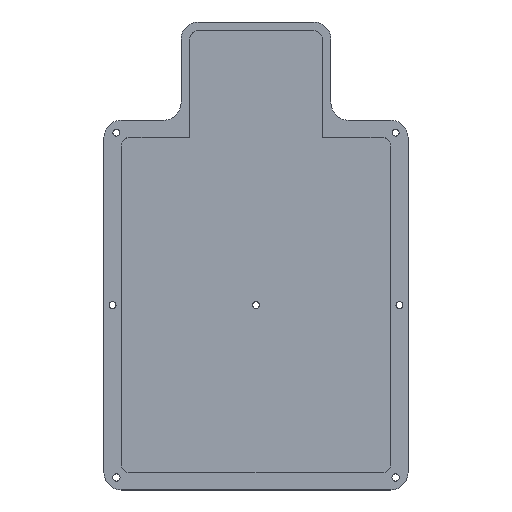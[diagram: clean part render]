
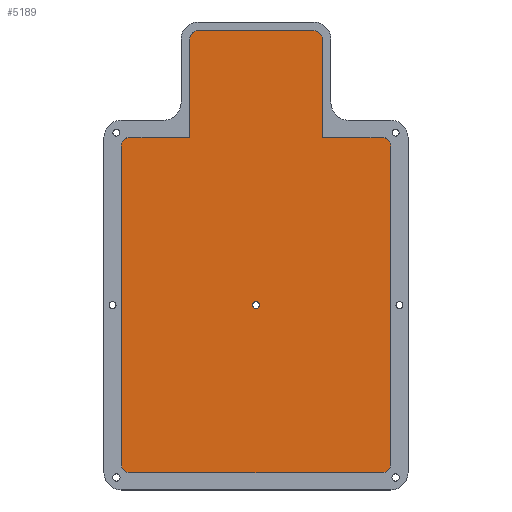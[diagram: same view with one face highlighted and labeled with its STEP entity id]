
A CAD part, top view. The second image highlights one B-rep face of the part: STEP entity #5189.
In plain terms, the highlighted planar face has unit normal (0, 0, 1).
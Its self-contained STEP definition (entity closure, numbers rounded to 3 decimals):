
#32=CARTESIAN_POINT('',(74.795,96.508,-108.));
#33=VERTEX_POINT('',#32);
#34=CARTESIAN_POINT('',(57.445,96.508,-108.));
#35=VERTEX_POINT('',#34);
#36=CARTESIAN_POINT('',(74.795,96.508,-108.));
#37=DIRECTION('',(-1.,0.,0.));
#38=VECTOR('',#37,17.35);
#39=LINE('',#36,#38);
#40=EDGE_CURVE('',#33,#35,#39,.T.);
#4932=CARTESIAN_POINT('',(1.595,96.508,-108.));
#4933=VERTEX_POINT('',#4932);
#4940=CARTESIAN_POINT('',(18.945,96.508,-108.));
#4941=VERTEX_POINT('',#4940);
#4942=CARTESIAN_POINT('',(18.945,96.508,-108.));
#4943=DIRECTION('',(-1.,0.,0.));
#4944=VECTOR('',#4943,17.35);
#4945=LINE('',#4942,#4944);
#4946=EDGE_CURVE('',#4941,#4933,#4945,.T.);
#4963=CARTESIAN_POINT('',(77.295,94.008,-108.));
#4964=VERTEX_POINT('',#4963);
#4971=CARTESIAN_POINT('',(77.295,1.758,-108.));
#4972=VERTEX_POINT('',#4971);
#4973=CARTESIAN_POINT('',(77.295,94.008,-108.));
#4974=DIRECTION('',(0.,-1.,0.));
#4975=VECTOR('',#4974,92.25);
#4976=LINE('',#4973,#4975);
#4977=EDGE_CURVE('',#4964,#4972,#4976,.T.);
#4994=CARTESIAN_POINT('',(74.795,-0.742,-108.));
#4995=VERTEX_POINT('',#4994);
#5002=CARTESIAN_POINT('',(1.595,-0.742,-108.));
#5003=VERTEX_POINT('',#5002);
#5004=CARTESIAN_POINT('',(1.595,-0.742,-108.));
#5005=DIRECTION('',(1.,0.,-0.));
#5006=VECTOR('',#5005,73.2);
#5007=LINE('',#5004,#5006);
#5008=EDGE_CURVE('',#5003,#4995,#5007,.T.);
#5025=CARTESIAN_POINT('',(-0.905,1.758,-108.));
#5026=VERTEX_POINT('',#5025);
#5033=CARTESIAN_POINT('',(-0.905,94.008,-108.));
#5034=VERTEX_POINT('',#5033);
#5035=CARTESIAN_POINT('',(-0.905,94.008,-108.));
#5036=DIRECTION('',(0.,-1.,0.));
#5037=VECTOR('',#5036,92.25);
#5038=LINE('',#5035,#5037);
#5039=EDGE_CURVE('',#5034,#5026,#5038,.T.);
#5050=CARTESIAN_POINT('',(0.,0.,-108.));
#5051=DIRECTION('',(0.,0.,1.));
#5052=DIRECTION('',(1.,0.,0.));
#5053=AXIS2_PLACEMENT_3D('',#5050,#5051,#5052);
#5054=PLANE('',#5053);
#5055=ORIENTED_EDGE('',*,*,#4977,.F.);
#5056=CARTESIAN_POINT('',(74.795,94.008,-108.));
#5057=DIRECTION('',(0.,0.,1.));
#5058=DIRECTION('',(1.,0.,-0.));
#5059=AXIS2_PLACEMENT_3D('',#5056,#5057,#5058);
#5060=CIRCLE('',#5059,2.5);
#5061=EDGE_CURVE('',#4964,#33,#5060,.T.);
#5062=ORIENTED_EDGE('',*,*,#5061,.T.);
#5063=ORIENTED_EDGE('',*,*,#40,.T.);
#5064=CARTESIAN_POINT('',(57.445,125.008,-108.));
#5065=VERTEX_POINT('',#5064);
#5066=CARTESIAN_POINT('',(57.445,125.008,-108.));
#5067=DIRECTION('',(0.,-1.,0.));
#5068=VECTOR('',#5067,28.5);
#5069=LINE('',#5066,#5068);
#5070=EDGE_CURVE('',#5065,#35,#5069,.T.);
#5071=ORIENTED_EDGE('',*,*,#5070,.F.);
#5072=CARTESIAN_POINT('',(56.758,126.73,-108.));
#5073=VERTEX_POINT('',#5072);
#5074=CARTESIAN_POINT('',(56.758,126.73,-108.));
#5075=CARTESIAN_POINT('',(56.85,126.632,-108.));
#5076=CARTESIAN_POINT('',(57.042,126.393,-108.));
#5077=CARTESIAN_POINT('',(57.261,125.984,-108.));
#5078=CARTESIAN_POINT('',(57.41,125.506,-108.));
#5079=CARTESIAN_POINT('',(57.445,125.179,-108.));
#5080=CARTESIAN_POINT('',(57.445,125.008,-108.));
#5081=B_SPLINE_CURVE_WITH_KNOTS('',3,(#5074,#5075,#5076,#5077,#5078,#5079,#5080),.UNSPECIFIED.,.F.,.F.,(4,1,1,1,4),(0.002,0.002,0.003,0.003,0.004),.UNSPECIFIED.);
#5082=EDGE_CURVE('',#5073,#5065,#5081,.T.);
#5083=ORIENTED_EDGE('',*,*,#5082,.F.);
#5084=CARTESIAN_POINT('',(56.685,126.803,-108.));
#5085=VERTEX_POINT('',#5084);
#5086=CARTESIAN_POINT('',(54.945,125.008,-108.));
#5087=DIRECTION('',(0.,0.,1.));
#5088=DIRECTION('',(1.,0.,-0.));
#5089=AXIS2_PLACEMENT_3D('',#5086,#5087,#5088);
#5090=CIRCLE('',#5089,2.5);
#5091=EDGE_CURVE('',#5073,#5085,#5090,.T.);
#5092=ORIENTED_EDGE('',*,*,#5091,.T.);
#5093=CARTESIAN_POINT('',(54.945,127.508,-108.));
#5094=VERTEX_POINT('',#5093);
#5095=CARTESIAN_POINT('',(54.945,127.508,-108.));
#5096=CARTESIAN_POINT('',(55.102,127.508,-108.));
#5097=CARTESIAN_POINT('',(55.428,127.475,-108.));
#5098=CARTESIAN_POINT('',(55.894,127.335,-108.));
#5099=CARTESIAN_POINT('',(56.324,127.109,-108.));
#5100=CARTESIAN_POINT('',(56.572,126.913,-108.));
#5101=CARTESIAN_POINT('',(56.685,126.803,-108.));
#5102=B_SPLINE_CURVE_WITH_KNOTS('',3,(#5095,#5096,#5097,#5098,#5099,#5100,#5101),.UNSPECIFIED.,.F.,.F.,(4,1,1,1,4),(0.,0.,0.001,0.001,0.002),.UNSPECIFIED.);
#5103=EDGE_CURVE('',#5094,#5085,#5102,.T.);
#5104=ORIENTED_EDGE('',*,*,#5103,.F.);
#5105=CARTESIAN_POINT('',(21.445,127.508,-108.));
#5106=VERTEX_POINT('',#5105);
#5107=CARTESIAN_POINT('',(21.445,127.508,-108.));
#5108=DIRECTION('',(1.,0.,-0.));
#5109=VECTOR('',#5108,33.5);
#5110=LINE('',#5107,#5109);
#5111=EDGE_CURVE('',#5106,#5094,#5110,.T.);
#5112=ORIENTED_EDGE('',*,*,#5111,.F.);
#5113=CARTESIAN_POINT('',(19.723,126.82,-108.));
#5114=VERTEX_POINT('',#5113);
#5115=CARTESIAN_POINT('',(19.723,126.82,-108.));
#5116=CARTESIAN_POINT('',(19.821,126.912,-108.));
#5117=CARTESIAN_POINT('',(20.06,127.104,-108.));
#5118=CARTESIAN_POINT('',(20.468,127.324,-108.));
#5119=CARTESIAN_POINT('',(20.947,127.472,-108.));
#5120=CARTESIAN_POINT('',(21.274,127.508,-108.));
#5121=CARTESIAN_POINT('',(21.445,127.508,-108.));
#5122=B_SPLINE_CURVE_WITH_KNOTS('',3,(#5115,#5116,#5117,#5118,#5119,#5120,#5121),.UNSPECIFIED.,.F.,.F.,(4,1,1,1,4),(0.002,0.002,0.003,0.003,0.004),.UNSPECIFIED.);
#5123=EDGE_CURVE('',#5114,#5106,#5122,.T.);
#5124=ORIENTED_EDGE('',*,*,#5123,.F.);
#5125=CARTESIAN_POINT('',(19.65,126.747,-108.));
#5126=VERTEX_POINT('',#5125);
#5127=CARTESIAN_POINT('',(21.445,125.008,-108.));
#5128=DIRECTION('',(0.,0.,1.));
#5129=DIRECTION('',(1.,0.,-0.));
#5130=AXIS2_PLACEMENT_3D('',#5127,#5128,#5129);
#5131=CIRCLE('',#5130,2.5);
#5132=EDGE_CURVE('',#5114,#5126,#5131,.T.);
#5133=ORIENTED_EDGE('',*,*,#5132,.T.);
#5134=CARTESIAN_POINT('',(18.945,125.008,-108.));
#5135=VERTEX_POINT('',#5134);
#5136=CARTESIAN_POINT('',(18.945,125.008,-108.));
#5137=CARTESIAN_POINT('',(18.945,125.165,-108.));
#5138=CARTESIAN_POINT('',(18.977,125.491,-108.));
#5139=CARTESIAN_POINT('',(19.118,125.956,-108.));
#5140=CARTESIAN_POINT('',(19.344,126.387,-108.));
#5141=CARTESIAN_POINT('',(19.54,126.634,-108.));
#5142=CARTESIAN_POINT('',(19.65,126.747,-108.));
#5143=B_SPLINE_CURVE_WITH_KNOTS('',3,(#5136,#5137,#5138,#5139,#5140,#5141,#5142),.UNSPECIFIED.,.F.,.F.,(4,1,1,1,4),(0.,0.,0.001,0.001,0.002),.UNSPECIFIED.);
#5144=EDGE_CURVE('',#5135,#5126,#5143,.T.);
#5145=ORIENTED_EDGE('',*,*,#5144,.F.);
#5146=CARTESIAN_POINT('',(18.945,96.508,-108.));
#5147=DIRECTION('',(0.,1.,0.));
#5148=VECTOR('',#5147,28.5);
#5149=LINE('',#5146,#5148);
#5150=EDGE_CURVE('',#4941,#5135,#5149,.T.);
#5151=ORIENTED_EDGE('',*,*,#5150,.F.);
#5152=ORIENTED_EDGE('',*,*,#4946,.T.);
#5153=CARTESIAN_POINT('',(1.595,94.008,-108.));
#5154=DIRECTION('',(0.,0.,1.));
#5155=DIRECTION('',(1.,0.,-0.));
#5156=AXIS2_PLACEMENT_3D('',#5153,#5154,#5155);
#5157=CIRCLE('',#5156,2.5);
#5158=EDGE_CURVE('',#4933,#5034,#5157,.T.);
#5159=ORIENTED_EDGE('',*,*,#5158,.T.);
#5160=ORIENTED_EDGE('',*,*,#5039,.T.);
#5161=CARTESIAN_POINT('',(1.595,1.758,-108.));
#5162=DIRECTION('',(0.,0.,1.));
#5163=DIRECTION('',(1.,0.,-0.));
#5164=AXIS2_PLACEMENT_3D('',#5161,#5162,#5163);
#5165=CIRCLE('',#5164,2.5);
#5166=EDGE_CURVE('',#5026,#5003,#5165,.T.);
#5167=ORIENTED_EDGE('',*,*,#5166,.T.);
#5168=ORIENTED_EDGE('',*,*,#5008,.T.);
#5169=CARTESIAN_POINT('',(74.795,1.758,-108.));
#5170=DIRECTION('',(0.,0.,1.));
#5171=DIRECTION('',(1.,0.,-0.));
#5172=AXIS2_PLACEMENT_3D('',#5169,#5170,#5171);
#5173=CIRCLE('',#5172,2.5);
#5174=EDGE_CURVE('',#4995,#4972,#5173,.T.);
#5175=ORIENTED_EDGE('',*,*,#5174,.T.);
#5176=EDGE_LOOP('',(#5055,#5062,#5063,#5071,#5083,#5092,#5104,#5112,#5124,#5133,#5145,#5151,#5152,#5159,#5160,#5167,#5168,#5175));
#5177=FACE_BOUND('',#5176,.T.);
#5178=CARTESIAN_POINT('',(39.195,47.883,-108.));
#5179=VERTEX_POINT('',#5178);
#5180=CARTESIAN_POINT('',(38.195,47.883,-108.));
#5181=DIRECTION('',(-0.,-0.,-1.));
#5182=DIRECTION('',(1.,0.,-0.));
#5183=AXIS2_PLACEMENT_3D('',#5180,#5181,#5182);
#5184=CIRCLE('',#5183,1.);
#5185=EDGE_CURVE('',#5179,#5179,#5184,.T.);
#5186=ORIENTED_EDGE('',*,*,#5185,.T.);
#5187=EDGE_LOOP('',(#5186));
#5188=FACE_BOUND('',#5187,.T.);
#5189=ADVANCED_FACE('',(#5177,#5188),#5054,.T.);
